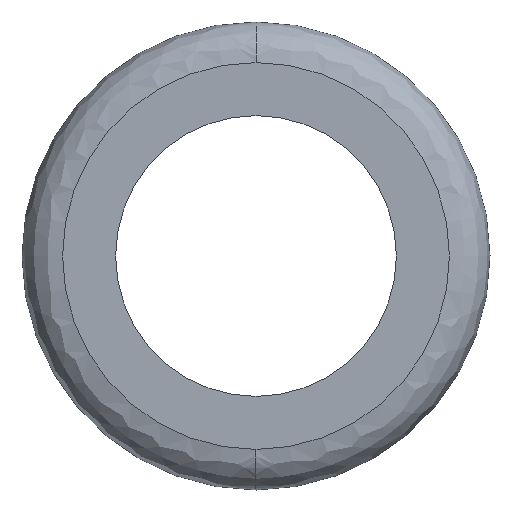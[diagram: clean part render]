
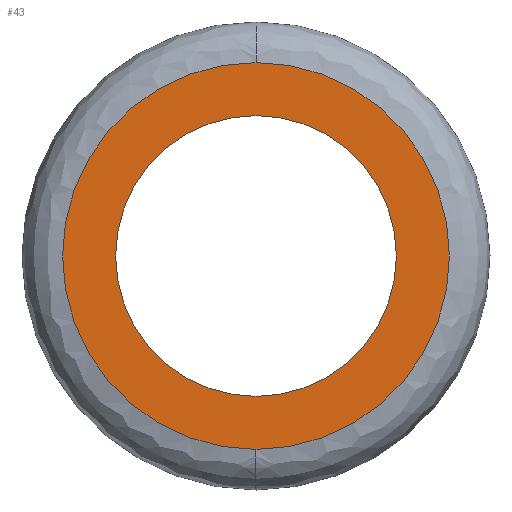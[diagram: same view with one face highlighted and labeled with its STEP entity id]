
A CAD part, front view. The second image highlights one B-rep face of the part: STEP entity #43.
In plain terms, the highlighted planar face has unit normal (0, -1, 0).
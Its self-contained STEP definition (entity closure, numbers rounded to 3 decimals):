
#43=ADVANCED_FACE('',(#86,#87),#85,.F.);
#85=PLANE('',#197);
#86=FACE_OUTER_BOUND('',#198,.T.);
#87=FACE_BOUND('',#199,.T.);
#194=CARTESIAN_POINT('',(-63.694,0.,-40.3));
#195=DIRECTION('',(0.,1.,0.));
#196=DIRECTION('',(0.,0.,1.));
#197=AXIS2_PLACEMENT_3D('',#194,#195,#196);
#198=EDGE_LOOP('',(#336,#337));
#199=EDGE_LOOP('',(#338,#339));
#336=ORIENTED_EDGE('',*,*,#384,.T.);
#337=ORIENTED_EDGE('',*,*,#385,.T.);
#338=ORIENTED_EDGE('',*,*,#386,.F.);
#339=ORIENTED_EDGE('',*,*,#387,.F.);
#384=EDGE_CURVE('',#480,#481,#482,.T.);
#385=EDGE_CURVE('',#481,#480,#488,.T.);
#386=EDGE_CURVE('',#494,#495,#496,.T.);
#387=EDGE_CURVE('',#495,#494,#502,.T.);
#480=VERTEX_POINT('',#616);
#481=VERTEX_POINT('',#617);
#482=CIRCLE('',#621,31.);
#488=CIRCLE('',#625,31.);
#494=VERTEX_POINT('',#626);
#495=VERTEX_POINT('',#627);
#496=CIRCLE('',#631,22.5);
#502=CIRCLE('',#635,22.5);
#616=CARTESIAN_POINT('',(0.,0.,-31.));
#617=CARTESIAN_POINT('',(0.,0.,31.));
#618=CARTESIAN_POINT('',(0.,0.,0.));
#619=DIRECTION('',(0.,-1.,0.));
#620=DIRECTION('',(0.,0.,-1.));
#621=AXIS2_PLACEMENT_3D('',#618,#619,#620);
#622=CARTESIAN_POINT('',(0.,0.,0.));
#623=DIRECTION('',(0.,-1.,0.));
#624=DIRECTION('',(0.,0.,-1.));
#625=AXIS2_PLACEMENT_3D('',#622,#623,#624);
#626=CARTESIAN_POINT('',(0.,0.,-22.5));
#627=CARTESIAN_POINT('',(0.,0.,22.5));
#628=CARTESIAN_POINT('',(0.,0.,0.));
#629=DIRECTION('',(0.,-1.,0.));
#630=DIRECTION('',(0.,0.,1.));
#631=AXIS2_PLACEMENT_3D('',#628,#629,#630);
#632=CARTESIAN_POINT('',(0.,0.,0.));
#633=DIRECTION('',(0.,-1.,0.));
#634=DIRECTION('',(0.,0.,1.));
#635=AXIS2_PLACEMENT_3D('',#632,#633,#634);
